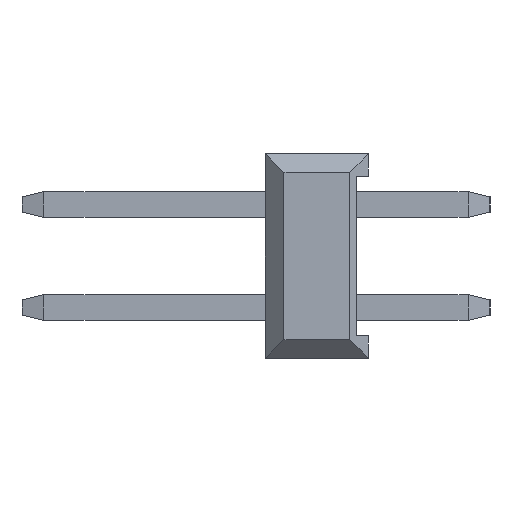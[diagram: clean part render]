
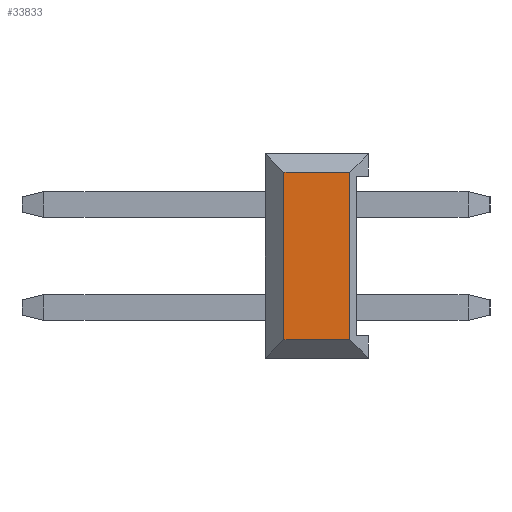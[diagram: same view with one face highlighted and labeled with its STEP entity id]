
A CAD part, left-side view. The second image highlights one B-rep face of the part: STEP entity #33833.
In plain terms, the highlighted planar face has unit normal (-1, 0, 0).
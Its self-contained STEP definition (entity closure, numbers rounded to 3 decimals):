
#220 = VECTOR ( 'NONE', #39908, 1000. ) ;
#222 = VECTOR ( 'NONE', #39914, 1000. ) ;
#223 = VECTOR ( 'NONE', #39917, 1000. ) ;
#224 = VECTOR ( 'NONE', #39920, 1000. ) ;
#1275 = CARTESIAN_POINT ( 'NONE',  ( -1.27, 0.46, 0.79 ) ) ;
#1306 = CARTESIAN_POINT ( 'NONE',  ( -1.27, 2.08, 0.79 ) ) ;
#1338 = CARTESIAN_POINT ( 'NONE',  ( -1.27, 0.46, -3.33 ) ) ;
#1339 = CARTESIAN_POINT ( 'NONE',  ( -1.27, 2.08, -3.33 ) ) ;
#15845 = PLANE ( 'NONE',  #49383 ) ;
#15846 = CARTESIAN_POINT ( 'NONE',  ( -1.27, 2.54, 0.79 ) ) ;
#15847 = DIRECTION ( 'NONE',  ( 1., 0., 0. ) ) ;
#15848 = DIRECTION ( 'NONE',  ( 0., 0., -1. ) ) ;
#16171 = EDGE_CURVE ( 'NONE', #23555, #23554, #39906, .T. ) ;
#16174 = EDGE_CURVE ( 'NONE', #23555, #23552, #39912, .T. ) ;
#16176 = EDGE_CURVE ( 'NONE', #23552, #23550, #39915, .T. ) ;
#16177 = EDGE_CURVE ( 'NONE', #23554, #23550, #39918, .T. ) ;
#23550 = VERTEX_POINT ( 'NONE', #1275 ) ;
#23552 = VERTEX_POINT ( 'NONE', #1306 ) ;
#23554 = VERTEX_POINT ( 'NONE', #1338 ) ;
#23555 = VERTEX_POINT ( 'NONE', #1339 ) ;
#24728 = ORIENTED_EDGE ( 'NONE', *, *, #16177, .T. ) ;
#24729 = ORIENTED_EDGE ( 'NONE', *, *, #16174, .F. ) ;
#24730 = ORIENTED_EDGE ( 'NONE', *, *, #16171, .T. ) ;
#24731 = ORIENTED_EDGE ( 'NONE', *, *, #16176, .F. ) ;
#33833 = ADVANCED_FACE ( 'NONE', ( #49377 ), #15845, .F. ) ;
#39906 = LINE ( 'NONE', #39907, #220 ) ;
#39907 = CARTESIAN_POINT ( 'NONE',  ( -1.27, 2.54, -3.33 ) ) ;
#39908 = DIRECTION ( 'NONE',  ( 0., -1., 0. ) ) ;
#39912 = LINE ( 'NONE', #39913, #222 ) ;
#39913 = CARTESIAN_POINT ( 'NONE',  ( -1.27, 2.08, -3.81 ) ) ;
#39914 = DIRECTION ( 'NONE',  ( 0., 0., 1. ) ) ;
#39915 = LINE ( 'NONE', #39916, #223 ) ;
#39916 = CARTESIAN_POINT ( 'NONE',  ( -1.27, 2.54, 0.79 ) ) ;
#39917 = DIRECTION ( 'NONE',  ( 0., -1., 0. ) ) ;
#39918 = LINE ( 'NONE', #39919, #224 ) ;
#39919 = CARTESIAN_POINT ( 'NONE',  ( -1.27, 0.46, -3.81 ) ) ;
#39920 = DIRECTION ( 'NONE',  ( 0., 0., 1. ) ) ;
#47949 = EDGE_LOOP ( 'NONE', ( #24731, #24729, #24730, #24728 ) ) ;
#49377 = FACE_OUTER_BOUND ( 'NONE', #47949, .T. ) ;
#49383 = AXIS2_PLACEMENT_3D ( 'NONE', #15846, #15847, #15848 ) ;
